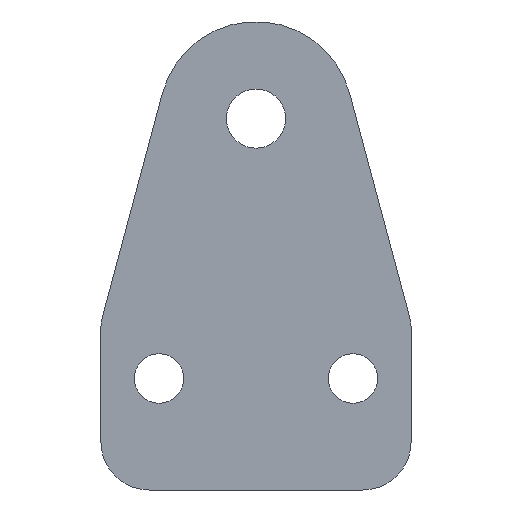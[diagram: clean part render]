
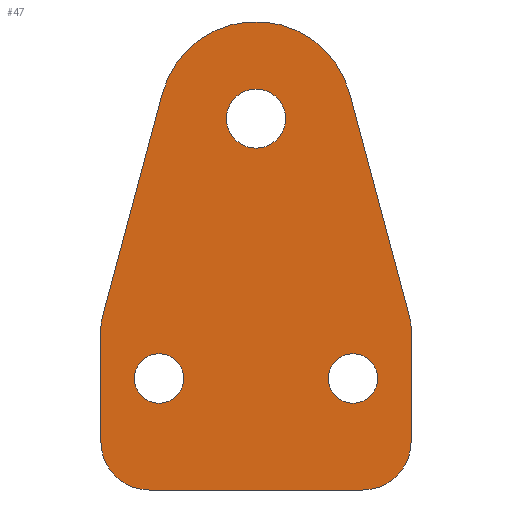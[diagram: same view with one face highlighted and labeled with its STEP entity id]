
A CAD part, left-side view. The second image highlights one B-rep face of the part: STEP entity #47.
In plain terms, the highlighted planar face has unit normal (-1, 0, 0).
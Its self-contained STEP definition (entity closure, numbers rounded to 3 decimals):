
#47=ADVANCED_FACE('',(#99,#100,#101,#102),#103,.T.);
#99=FACE_BOUND('',#160,.T.);
#100=FACE_BOUND('',#161,.T.);
#101=FACE_BOUND('',#162,.T.);
#102=FACE_OUTER_BOUND('',#163,.T.);
#103=PLANE('',#164);
#160=EDGE_LOOP('',(#232));
#161=EDGE_LOOP('',(#233));
#162=EDGE_LOOP('',(#234));
#163=EDGE_LOOP('',(#235,#236,#237,#238,#239,#240,#241,#242,#243,#244));
#164=AXIS2_PLACEMENT_3D('',#245,#246,#247);
#232=ORIENTED_EDGE('',*,*,#352,.T.);
#233=ORIENTED_EDGE('',*,*,#344,.T.);
#234=ORIENTED_EDGE('',*,*,#353,.T.);
#235=ORIENTED_EDGE('',*,*,#336,.T.);
#236=ORIENTED_EDGE('',*,*,#354,.T.);
#237=ORIENTED_EDGE('',*,*,#355,.T.);
#238=ORIENTED_EDGE('',*,*,#349,.T.);
#239=ORIENTED_EDGE('',*,*,#356,.T.);
#240=ORIENTED_EDGE('',*,*,#357,.T.);
#241=ORIENTED_EDGE('',*,*,#358,.T.);
#242=ORIENTED_EDGE('',*,*,#341,.T.);
#243=ORIENTED_EDGE('',*,*,#359,.T.);
#244=ORIENTED_EDGE('',*,*,#360,.T.);
#245=CARTESIAN_POINT('',(-2.,1.,-6.5));
#246=DIRECTION('',(-1.0,0.0,0.0));
#247=DIRECTION('',(0.0,-1.0,0.0));
#336=EDGE_CURVE('',#390,#388,#391,.T.);
#341=EDGE_CURVE('',#399,#397,#400,.T.);
#344=EDGE_CURVE('',#403,#403,#404,.T.);
#349=EDGE_CURVE('',#413,#411,#414,.T.);
#352=EDGE_CURVE('',#417,#417,#418,.T.);
#353=EDGE_CURVE('',#419,#419,#420,.T.);
#354=EDGE_CURVE('',#388,#421,#422,.T.);
#355=EDGE_CURVE('',#421,#413,#423,.T.);
#356=EDGE_CURVE('',#411,#424,#425,.T.);
#357=EDGE_CURVE('',#424,#426,#427,.T.);
#358=EDGE_CURVE('',#426,#399,#428,.T.);
#359=EDGE_CURVE('',#397,#429,#430,.T.);
#360=EDGE_CURVE('',#429,#390,#431,.T.);
#388=VERTEX_POINT('',#466);
#390=VERTEX_POINT('',#469);
#391=LINE('',#470,#471);
#397=VERTEX_POINT('',#478);
#399=VERTEX_POINT('',#481);
#400=CIRCLE('',#482,10.0);
#403=VERTEX_POINT('',#486);
#404=CIRCLE('',#487,2.55);
#411=VERTEX_POINT('',#494);
#413=VERTEX_POINT('',#497);
#414=CIRCLE('',#498,5.0);
#417=VERTEX_POINT('',#502);
#418=CIRCLE('',#503,3.05);
#419=VERTEX_POINT('',#504);
#420=CIRCLE('',#505,2.55);
#421=VERTEX_POINT('',#506);
#422=CIRCLE('',#507,5.0);
#423=LINE('',#508,#509);
#424=VERTEX_POINT('',#510);
#425=LINE('',#511,#512);
#426=VERTEX_POINT('',#513);
#427=CIRCLE('',#514,5.);
#428=LINE('',#515,#516);
#429=VERTEX_POINT('',#517);
#430=LINE('',#518,#519);
#431=CIRCLE('',#520,5.);
#466=CARTESIAN_POINT('',(-2.,6.,-6.5));
#469=CARTESIAN_POINT('',(-2.,6.,5.066));
#470=CARTESIAN_POINT('',(-2.,6.,5.066));
#471=VECTOR('',#560,1.0);
#478=CARTESIAN_POINT('',(-2.,-0.341,29.388));
#481=CARTESIAN_POINT('',(-2.,-19.659,29.388));
#482=AXIS2_PLACEMENT_3D('',#566,#567,#568);
#486=CARTESIAN_POINT('',(-2.,-17.45,0.));
#487=AXIS2_PLACEMENT_3D('',#570,#571,#572);
#494=CARTESIAN_POINT('',(-2.,-26.,-6.5));
#497=CARTESIAN_POINT('',(-2.,-21.0,-11.5));
#498=AXIS2_PLACEMENT_3D('',#580,#581,#582);
#502=CARTESIAN_POINT('',(-2.,-6.95,26.8));
#503=AXIS2_PLACEMENT_3D('',#584,#585,#586);
#504=CARTESIAN_POINT('',(-2.,2.55,0.));
#505=AXIS2_PLACEMENT_3D('',#587,#588,#589);
#506=CARTESIAN_POINT('',(-2.,1.,-11.5));
#507=AXIS2_PLACEMENT_3D('',#590,#591,#592);
#508=CARTESIAN_POINT('',(-2.,1.,-11.5));
#509=VECTOR('',#593,1.0);
#510=CARTESIAN_POINT('',(-2.,-26.,5.066));
#511=CARTESIAN_POINT('',(-2.,-26.,-6.5));
#512=VECTOR('',#594,1.0);
#513=CARTESIAN_POINT('',(-2.,-25.83,6.36));
#514=AXIS2_PLACEMENT_3D('',#595,#596,#597);
#515=CARTESIAN_POINT('',(-2.,-25.83,6.36));
#516=VECTOR('',#598,1.0);
#517=CARTESIAN_POINT('',(-2.,5.83,6.36));
#518=CARTESIAN_POINT('',(-2.,-0.341,29.388));
#519=VECTOR('',#599,1.0);
#520=AXIS2_PLACEMENT_3D('',#600,#601,#602);
#560=DIRECTION('',(0.0,0.0,-1.0));
#566=CARTESIAN_POINT('',(-2.,-10.,26.8));
#567=DIRECTION('',(-1.0,0.0,0.0));
#568=DIRECTION('',(0.0,-1.0,0.0));
#570=CARTESIAN_POINT('',(-2.,-20.,0.));
#571=DIRECTION('',(1.0,0.0,0.0));
#572=DIRECTION('',(0.0,1.0,0.0));
#580=CARTESIAN_POINT('',(-2.,-21.0,-6.5));
#581=DIRECTION('',(-1.0,0.0,0.0));
#582=DIRECTION('',(0.0,-1.0,0.0));
#584=CARTESIAN_POINT('',(-2.,-10.,26.8));
#585=DIRECTION('',(1.0,0.0,0.0));
#586=DIRECTION('',(0.0,1.0,0.0));
#587=CARTESIAN_POINT('',(-2.,0.,0.));
#588=DIRECTION('',(1.0,0.0,0.0));
#589=DIRECTION('',(0.0,1.0,0.0));
#590=CARTESIAN_POINT('',(-2.,1.,-6.5));
#591=DIRECTION('',(-1.0,0.0,0.0));
#592=DIRECTION('',(0.0,-1.0,0.0));
#593=DIRECTION('',(0.0,-1.0,0.0));
#594=DIRECTION('',(0.0,0.0,1.0));
#595=CARTESIAN_POINT('',(-2.,-21.,5.066));
#596=DIRECTION('',(-1.0,0.0,0.0));
#597=DIRECTION('',(0.0,-1.0,0.0));
#598=DIRECTION('',(0.0,0.259,0.966));
#599=DIRECTION('',(0.0,0.259,-0.966));
#600=CARTESIAN_POINT('',(-2.,1.,5.066));
#601=DIRECTION('',(-1.0,0.0,0.0));
#602=DIRECTION('',(0.0,-1.0,0.0));
